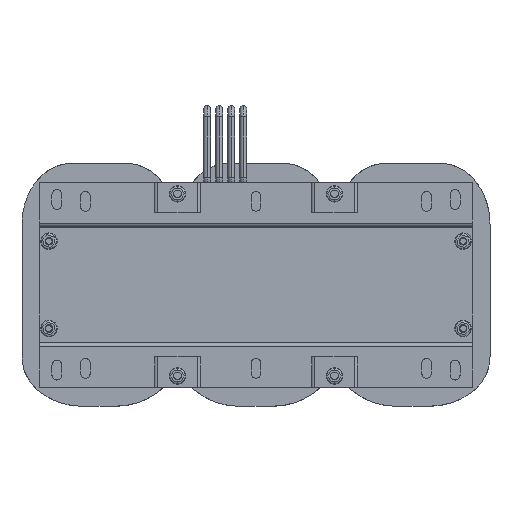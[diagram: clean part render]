
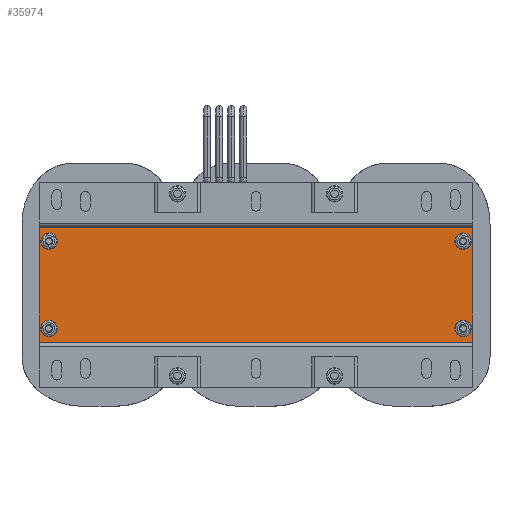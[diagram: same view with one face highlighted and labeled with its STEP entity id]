
A CAD part, front view. The second image highlights one B-rep face of the part: STEP entity #35974.
In plain terms, the highlighted planar face has unit normal (0, -1, 0).
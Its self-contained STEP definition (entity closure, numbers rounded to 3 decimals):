
#74 = DIRECTION ( 'NONE',  ( 0., -1., 0. ) ) ;
#182 = FACE_BOUND ( 'NONE', #389, .T. ) ;
#301 = CIRCLE ( 'NONE', #29928, 10.127 ) ;
#351 = CARTESIAN_POINT ( 'NONE',  ( -273., -233., -57.5 ) ) ;
#375 = DIRECTION ( 'NONE',  ( 0., 0., -1. ) ) ;
#379 = LINE ( 'NONE', #37260, #7086 ) ;
#389 = EDGE_LOOP ( 'NONE', ( #34125, #1742 ) ) ;
#620 = EDGE_CURVE ( 'NONE', #30920, #38946, #28515, .T. ) ;
#626 = EDGE_LOOP ( 'NONE', ( #14128, #31575 ) ) ;
#983 = AXIS2_PLACEMENT_3D ( 'NONE', #15593, #74, #31377 ) ;
#1007 = VERTEX_POINT ( 'NONE', #25150 ) ;
#1036 = CARTESIAN_POINT ( 'NONE',  ( -279.722, -233., -49.926 ) ) ;
#1085 = VECTOR ( 'NONE', #4626, 1000. ) ;
#1197 = CIRCLE ( 'NONE', #21026, 10.127 ) ;
#1301 = VERTEX_POINT ( 'NONE', #14192 ) ;
#1442 = ORIENTED_EDGE ( 'NONE', *, *, #620, .F. ) ;
#1538 = DIRECTION ( 'NONE',  ( -1., 0., 0. ) ) ;
#1626 = EDGE_CURVE ( 'NONE', #1007, #30920, #379, .T. ) ;
#1742 = ORIENTED_EDGE ( 'NONE', *, *, #4041, .F. ) ;
#2053 = VERTEX_POINT ( 'NONE', #38498 ) ;
#2120 = FACE_OUTER_BOUND ( 'NONE', #2451, .T. ) ;
#2339 = EDGE_LOOP ( 'NONE', ( #33613, #12985 ) ) ;
#2423 = AXIS2_PLACEMENT_3D ( 'NONE', #14866, #23809, #8895 ) ;
#2451 = EDGE_LOOP ( 'NONE', ( #25726, #3502, #1442, #20175 ) ) ;
#3207 = DIRECTION ( 'NONE',  ( -0.664, 0., 0.748 ) ) ;
#3502 = ORIENTED_EDGE ( 'NONE', *, *, #27484, .F. ) ;
#3840 = CIRCLE ( 'NONE', #23485, 10.127 ) ;
#4041 = EDGE_CURVE ( 'NONE', #13375, #9686, #1197, .T. ) ;
#4626 = DIRECTION ( 'NONE',  ( 1., 0., 0. ) ) ;
#5107 = EDGE_LOOP ( 'NONE', ( #13022, #25895 ) ) ;
#5537 = AXIS2_PLACEMENT_3D ( 'NONE', #7134, #29177, #34986 ) ;
#5860 = DIRECTION ( 'NONE',  ( 0., -1., 0. ) ) ;
#6235 = CARTESIAN_POINT ( 'NONE',  ( 0., -233., 0. ) ) ;
#6271 = DIRECTION ( 'NONE',  ( 0., -1., 0. ) ) ;
#7086 = VECTOR ( 'NONE', #375, 1000. ) ;
#7134 = CARTESIAN_POINT ( 'NONE',  ( 273., -233., 57.5 ) ) ;
#7609 = CARTESIAN_POINT ( 'NONE',  ( -285.5, -233., 75.5 ) ) ;
#8694 = DIRECTION ( 'NONE',  ( 0., 1., 0. ) ) ;
#8895 = DIRECTION ( 'NONE',  ( -0.664, 0., 0.748 ) ) ;
#9101 = CARTESIAN_POINT ( 'NONE',  ( 273., -233., 57.5 ) ) ;
#9280 = DIRECTION ( 'NONE',  ( 0., -1., 0. ) ) ;
#9563 = DIRECTION ( 'NONE',  ( -0.664, 0., 0.748 ) ) ;
#9686 = VERTEX_POINT ( 'NONE', #27398 ) ;
#9806 = FACE_BOUND ( 'NONE', #5107, .T. ) ;
#9995 = VERTEX_POINT ( 'NONE', #14401 ) ;
#11537 = DIRECTION ( 'NONE',  ( 0., -1., 0. ) ) ;
#11805 = DIRECTION ( 'NONE',  ( 0., 0., 1. ) ) ;
#11957 = DIRECTION ( 'NONE',  ( -0.664, 0., 0.748 ) ) ;
#12546 = DIRECTION ( 'NONE',  ( 0., -1., 0. ) ) ;
#12985 = ORIENTED_EDGE ( 'NONE', *, *, #26204, .F. ) ;
#13022 = ORIENTED_EDGE ( 'NONE', *, *, #24189, .F. ) ;
#13375 = VERTEX_POINT ( 'NONE', #14891 ) ;
#13714 = LINE ( 'NONE', #18324, #27247 ) ;
#13887 = EDGE_CURVE ( 'NONE', #20682, #9995, #26509, .T. ) ;
#14128 = ORIENTED_EDGE ( 'NONE', *, *, #13887, .F. ) ;
#14192 = CARTESIAN_POINT ( 'NONE',  ( -266.278, -233., 49.926 ) ) ;
#14401 = CARTESIAN_POINT ( 'NONE',  ( -266.278, -233., -65.074 ) ) ;
#14866 = CARTESIAN_POINT ( 'NONE',  ( -273., -233., -57.5 ) ) ;
#14891 = CARTESIAN_POINT ( 'NONE',  ( 279.722, -233., -65.074 ) ) ;
#14924 = PLANE ( 'NONE',  #33969 ) ;
#15593 = CARTESIAN_POINT ( 'NONE',  ( 273., -233., -57.5 ) ) ;
#17899 = CARTESIAN_POINT ( 'NONE',  ( -273., -233., 57.5 ) ) ;
#18007 = EDGE_CURVE ( 'NONE', #2053, #1301, #3840, .T. ) ;
#18183 = DIRECTION ( 'NONE',  ( 0., 0., 1. ) ) ;
#18230 = VERTEX_POINT ( 'NONE', #22360 ) ;
#18324 = CARTESIAN_POINT ( 'NONE',  ( -285.5, -233., -80.5 ) ) ;
#18884 = DIRECTION ( 'NONE',  ( -0.664, 0., 0.748 ) ) ;
#20060 = CIRCLE ( 'NONE', #22623, 10.127 ) ;
#20175 = ORIENTED_EDGE ( 'NONE', *, *, #1626, .F. ) ;
#20341 = VECTOR ( 'NONE', #1538, 1000. ) ;
#20534 = CARTESIAN_POINT ( 'NONE',  ( -285.5, -233., 75.5 ) ) ;
#20682 = VERTEX_POINT ( 'NONE', #1036 ) ;
#20916 = VERTEX_POINT ( 'NONE', #20534 ) ;
#20992 = EDGE_CURVE ( 'NONE', #18230, #39320, #31682, .T. ) ;
#21026 = AXIS2_PLACEMENT_3D ( 'NONE', #25121, #12546, #9563 ) ;
#22177 = EDGE_CURVE ( 'NONE', #9995, #20682, #20060, .T. ) ;
#22360 = CARTESIAN_POINT ( 'NONE',  ( 279.722, -233., 49.926 ) ) ;
#22623 = AXIS2_PLACEMENT_3D ( 'NONE', #351, #6271, #18884 ) ;
#23485 = AXIS2_PLACEMENT_3D ( 'NONE', #17899, #11537, #33422 ) ;
#23809 = DIRECTION ( 'NONE',  ( 0., -1., 0. ) ) ;
#24119 = CIRCLE ( 'NONE', #5537, 10.127 ) ;
#24189 = EDGE_CURVE ( 'NONE', #39320, #18230, #24119, .T. ) ;
#25121 = CARTESIAN_POINT ( 'NONE',  ( 273., -233., -57.5 ) ) ;
#25150 = CARTESIAN_POINT ( 'NONE',  ( 285.5, -233., 75.5 ) ) ;
#25302 = FACE_BOUND ( 'NONE', #2339, .T. ) ;
#25726 = ORIENTED_EDGE ( 'NONE', *, *, #31561, .F. ) ;
#25895 = ORIENTED_EDGE ( 'NONE', *, *, #20992, .F. ) ;
#26204 = EDGE_CURVE ( 'NONE', #1301, #2053, #301, .T. ) ;
#26387 = CARTESIAN_POINT ( 'NONE',  ( 285.5, -233., -75.5 ) ) ;
#26509 = CIRCLE ( 'NONE', #2423, 10.127 ) ;
#27247 = VECTOR ( 'NONE', #18183, 1000. ) ;
#27398 = CARTESIAN_POINT ( 'NONE',  ( 266.278, -233., -49.926 ) ) ;
#27484 = EDGE_CURVE ( 'NONE', #38946, #20916, #13714, .T. ) ;
#27696 = EDGE_CURVE ( 'NONE', #9686, #13375, #29141, .T. ) ;
#28515 = LINE ( 'NONE', #26387, #20341 ) ;
#29141 = CIRCLE ( 'NONE', #983, 10.127 ) ;
#29177 = DIRECTION ( 'NONE',  ( 0., -1., 0. ) ) ;
#29786 = CARTESIAN_POINT ( 'NONE',  ( -285.5, -233., -75.5 ) ) ;
#29928 = AXIS2_PLACEMENT_3D ( 'NONE', #30891, #9280, #3207 ) ;
#30891 = CARTESIAN_POINT ( 'NONE',  ( -273., -233., 57.5 ) ) ;
#30920 = VERTEX_POINT ( 'NONE', #38482 ) ;
#31377 = DIRECTION ( 'NONE',  ( -0.664, 0., 0.748 ) ) ;
#31561 = EDGE_CURVE ( 'NONE', #20916, #1007, #32998, .T. ) ;
#31575 = ORIENTED_EDGE ( 'NONE', *, *, #22177, .F. ) ;
#31682 = CIRCLE ( 'NONE', #39128, 10.127 ) ;
#32055 = FACE_BOUND ( 'NONE', #626, .T. ) ;
#32609 = CARTESIAN_POINT ( 'NONE',  ( 266.278, -233., 65.074 ) ) ;
#32998 = LINE ( 'NONE', #7609, #1085 ) ;
#33422 = DIRECTION ( 'NONE',  ( -0.664, 0., 0.748 ) ) ;
#33613 = ORIENTED_EDGE ( 'NONE', *, *, #18007, .F. ) ;
#33969 = AXIS2_PLACEMENT_3D ( 'NONE', #6235, #8694, #11805 ) ;
#34125 = ORIENTED_EDGE ( 'NONE', *, *, #27696, .F. ) ;
#34986 = DIRECTION ( 'NONE',  ( -0.664, 0., 0.748 ) ) ;
#35974 = ADVANCED_FACE ( 'NONE', ( #182, #25302, #32055, #9806, #2120 ), #14924, .F. ) ;
#37260 = CARTESIAN_POINT ( 'NONE',  ( 285.5, -233., -80.5 ) ) ;
#38482 = CARTESIAN_POINT ( 'NONE',  ( 285.5, -233., -75.5 ) ) ;
#38498 = CARTESIAN_POINT ( 'NONE',  ( -279.722, -233., 65.074 ) ) ;
#38946 = VERTEX_POINT ( 'NONE', #29786 ) ;
#39128 = AXIS2_PLACEMENT_3D ( 'NONE', #9101, #5860, #11957 ) ;
#39320 = VERTEX_POINT ( 'NONE', #32609 ) ;
